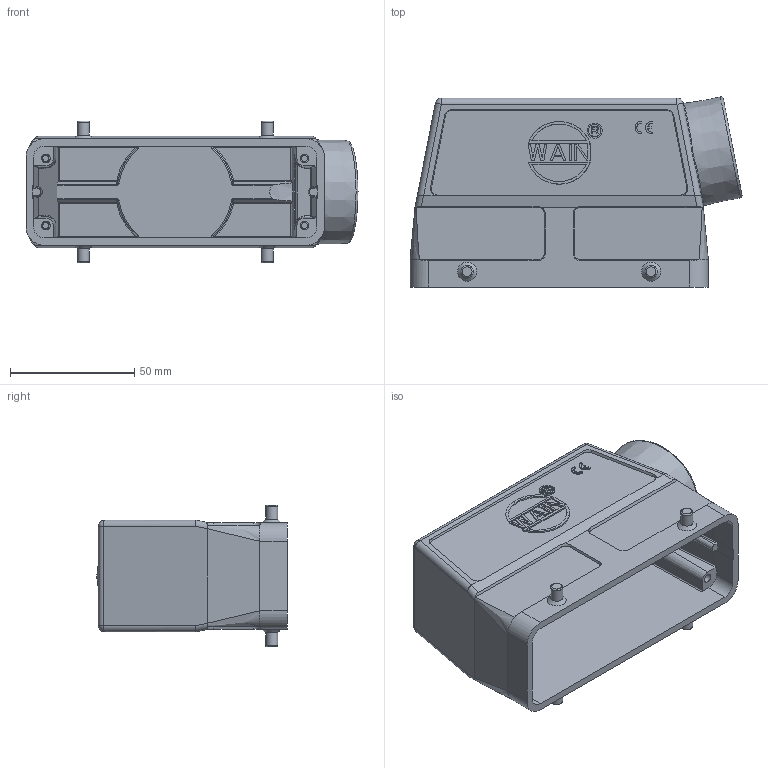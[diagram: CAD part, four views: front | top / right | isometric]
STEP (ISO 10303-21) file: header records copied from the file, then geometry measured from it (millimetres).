
FILE_DESCRIPTION(/* description */ (''),/* implementation_level */ '2;1');
FILE_NAME(/* name */ '29.stp',/* time_stamp */ '2023-11-30T14:02:20+08:00',/* author */ (''),/* organization */ (''),/* preprocessor_version */ 'ST-DEVELOPER v18.1',/* originating_system */ 'SIEMENS PLM Software NX 1980',/* authorisation */ '');
FILE_SCHEMA (('INTEGRATED_CNC_SCHEMA'));
Length unit declared in the file: millimetre
Products named in the file (1): P_H24B-TEH-SEH-NEW
Bounding box: 133.55 x 76.58 x 57 mm (x, y, z)
Volume: 94237.5 mm3; surface area: 57661.9 mm2
Topology: 1 solids, 1 shells, 467 faces, 1178 edges, 737 vertices
Faces by surface type: plane 272, cylinder 85, cone 32, bspline 32, sphere 20, torus 18, extrusion 8
Full cylindrical faces by diameter (mm): 2.5 x4, 3.5 x4, 4.9 x4, 5 x2, 6.1 x2, 32 x1, 35.6 x1
Entity records: 15005 total; most frequent: CARTESIAN_POINT 4021, ORIENTED_EDGE 2242, DIRECTION 2220, EDGE_CURVE 1121, VECTOR 742, AXIS2_PLACEMENT_3D 739, LINE 734, VERTEX_POINT 726
